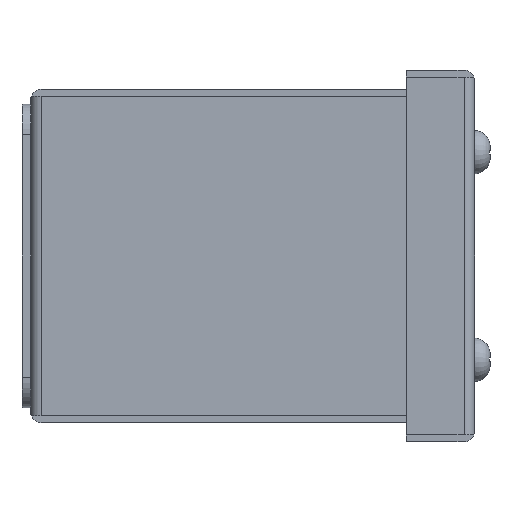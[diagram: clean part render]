
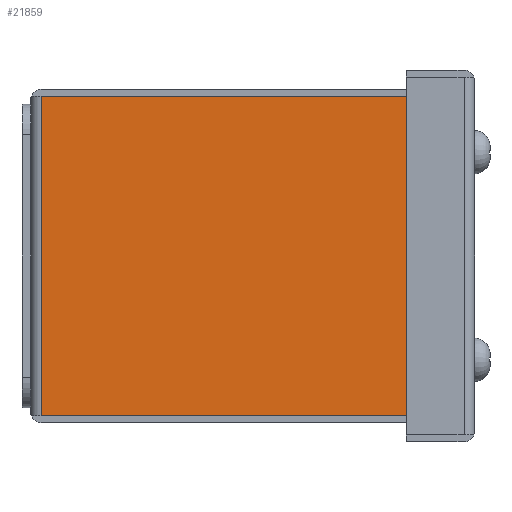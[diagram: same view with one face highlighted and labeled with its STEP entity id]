
A CAD part, front view. The second image highlights one B-rep face of the part: STEP entity #21859.
In plain terms, the highlighted face is planar.
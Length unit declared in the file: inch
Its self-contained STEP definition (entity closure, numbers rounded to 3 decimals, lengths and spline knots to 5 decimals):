
#574 = EDGE_LOOP ( 'NONE', ( #19085, #8283, #6114, #4353 ) ) ;
#658 = CARTESIAN_POINT ( 'NONE',  ( -1.31721, 39.37008, -1.625 ) ) ;
#778 = CARTESIAN_POINT ( 'NONE',  ( -1.31721, -3.414, -1.625 ) ) ;
#1313 = VECTOR ( 'NONE', #17616, 39.37008 ) ;
#1461 = DIRECTION ( 'NONE',  ( -1., 0., 0. ) ) ;
#1464 = EDGE_CURVE ( 'NONE', #4666, #23073, #22285, .T. ) ;
#3900 = VECTOR ( 'NONE', #11432, 39.37008 ) ;
#4239 = DIRECTION ( 'NONE',  ( 0., -1., 0. ) ) ;
#4353 = ORIENTED_EDGE ( 'NONE', *, *, #22958, .T. ) ;
#4666 = VERTEX_POINT ( 'NONE', #12106 ) ;
#6114 = ORIENTED_EDGE ( 'NONE', *, *, #1464, .T. ) ;
#6584 = CARTESIAN_POINT ( 'NONE',  ( 1.289, -0.086, -1.625 ) ) ;
#7889 = DIRECTION ( 'NONE',  ( 0., 0., -1. ) ) ;
#8283 = ORIENTED_EDGE ( 'NONE', *, *, #17994, .F. ) ;
#8693 = VERTEX_POINT ( 'NONE', #22358 ) ;
#9719 = LINE ( 'NONE', #658, #3900 ) ;
#10387 = CARTESIAN_POINT ( 'NONE',  ( 1.31721, -3.414, -1.625 ) ) ;
#11432 = DIRECTION ( 'NONE',  ( 0., -1., 0. ) ) ;
#12106 = CARTESIAN_POINT ( 'NONE',  ( 1.31721, -0.086, -1.625 ) ) ;
#12371 = VECTOR ( 'NONE', #22992, 39.37008 ) ;
#13191 = AXIS2_PLACEMENT_3D ( 'NONE', #14401, #7889, #1461 ) ;
#14401 = CARTESIAN_POINT ( 'NONE',  ( 9.152, 0., -1.625 ) ) ;
#14518 = VERTEX_POINT ( 'NONE', #778 ) ;
#14585 = PLANE ( 'NONE',  #13191 ) ;
#16508 = LINE ( 'NONE', #20933, #12371 ) ;
#17616 = DIRECTION ( 'NONE',  ( -1., 0., 0. ) ) ;
#17994 = EDGE_CURVE ( 'NONE', #4666, #8693, #25069, .T. ) ;
#19085 = ORIENTED_EDGE ( 'NONE', *, *, #26540, .F. ) ;
#19707 = CARTESIAN_POINT ( 'NONE',  ( 1.31721, 0., -1.625 ) ) ;
#20933 = CARTESIAN_POINT ( 'NONE',  ( 9.152, -3.414, -1.625 ) ) ;
#21225 = VECTOR ( 'NONE', #4239, 39.37008 ) ;
#21859 = ADVANCED_FACE ( 'NONE', ( #25292 ), #14585, .T. ) ;
#22285 = LINE ( 'NONE', #19707, #21225 ) ;
#22358 = CARTESIAN_POINT ( 'NONE',  ( -1.31721, -0.086, -1.625 ) ) ;
#22958 = EDGE_CURVE ( 'NONE', #23073, #14518, #16508, .T. ) ;
#22992 = DIRECTION ( 'NONE',  ( -1., 0., 0. ) ) ;
#23073 = VERTEX_POINT ( 'NONE', #10387 ) ;
#25069 = LINE ( 'NONE', #6584, #1313 ) ;
#25292 = FACE_OUTER_BOUND ( 'NONE', #574, .T. ) ;
#26540 = EDGE_CURVE ( 'NONE', #8693, #14518, #9719, .T. ) ;
